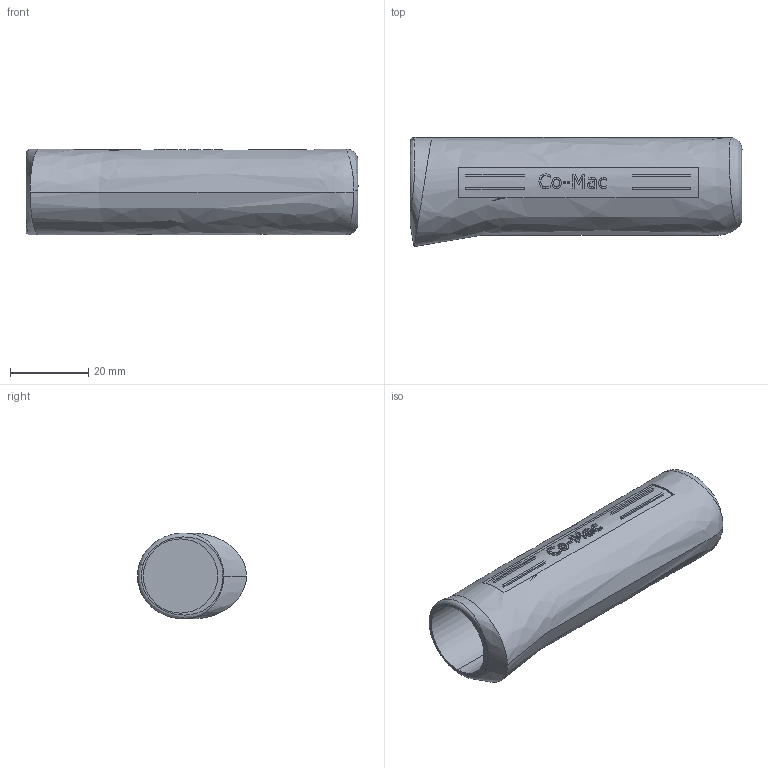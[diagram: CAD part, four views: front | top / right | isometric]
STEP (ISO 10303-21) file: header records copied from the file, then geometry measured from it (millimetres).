
FILE_DESCRIPTION (( 'STEP AP214' ), '1' );
FILE_NAME ('2350 Blue TPR Handle.STEP', '2023-10-10T23:55:37', ( '' ), ( '' ), 'SwSTEP 2.0', 'SolidWorks 2023', '' );
FILE_SCHEMA (( 'AUTOMOTIVE_DESIGN' ));
Length unit declared in the file: millimetre
Products named in the file (1): 2350 Blue TPR Handle
Bounding box: 85 x 27.91 x 22 mm (x, y, z)
Volume: 13889.1 mm3; surface area: 11968.3 mm2
Topology: 1 solids, 1 shells, 124 faces, 322 edges, 214 vertices
Faces by surface type: bspline 119, plane 3, cylinder 2
Entity records: 16320 total; most frequent: CARTESIAN_POINT 14225, ORIENTED_EDGE 644, EDGE_CURVE 322, B_SPLINE_CURVE_WITH_KNOTS 312, VERTEX_POINT 214, EDGE_LOOP 138, FACE_OUTER_BOUND 124, ADVANCED_FACE 124
